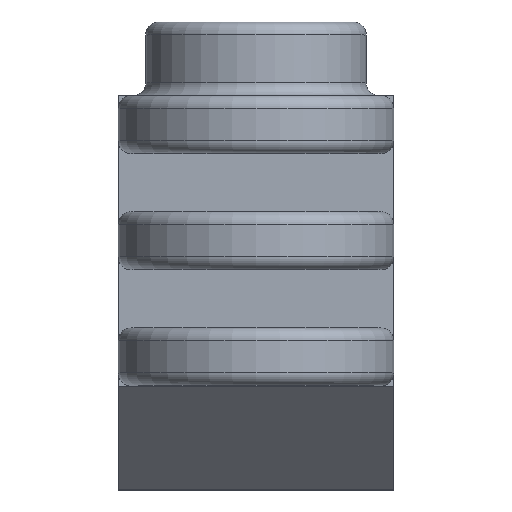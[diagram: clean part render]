
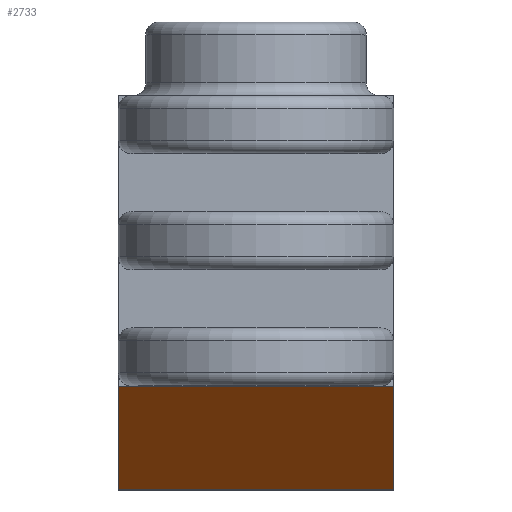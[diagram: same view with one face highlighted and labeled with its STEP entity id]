
A CAD part, top view. The second image highlights one B-rep face of the part: STEP entity #2733.
In plain terms, the highlighted planar face has unit normal (0, -0.893, 0.449).
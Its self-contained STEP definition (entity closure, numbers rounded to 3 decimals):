
#2677 = VERTEX_POINT('',#2678);
#2678 = CARTESIAN_POINT('',(7.5,-7.89,0.));
#2684 = EDGE_CURVE('',#2685,#2677,#2687,.T.);
#2685 = VERTEX_POINT('',#2686);
#2686 = CARTESIAN_POINT('',(-7.5,-7.89,0.));
#2687 = LINE('',#2688,#2689);
#2688 = CARTESIAN_POINT('',(-7.5,-7.89,0.));
#2689 = VECTOR('',#2690,1.);
#2690 = DIRECTION('',(1.,0.,0.));
#2733 = ADVANCED_FACE('',(#2734),#2759,.F.);
#2734 = FACE_BOUND('',#2735,.F.);
#2735 = EDGE_LOOP('',(#2736,#2737,#2745,#2753));
#2736 = ORIENTED_EDGE('',*,*,#2684,.T.);
#2737 = ORIENTED_EDGE('',*,*,#2738,.T.);
#2738 = EDGE_CURVE('',#2677,#2739,#2741,.T.);
#2739 = VERTEX_POINT('',#2740);
#2740 = CARTESIAN_POINT('',(7.5,-13.5,-11.161));
#2741 = LINE('',#2742,#2743);
#2742 = CARTESIAN_POINT('',(7.5,-7.89,0.));
#2743 = VECTOR('',#2744,1.);
#2744 = DIRECTION('',(0.,-0.449,-0.893
    ));
#2745 = ORIENTED_EDGE('',*,*,#2746,.F.);
#2746 = EDGE_CURVE('',#2747,#2739,#2749,.T.);
#2747 = VERTEX_POINT('',#2748);
#2748 = CARTESIAN_POINT('',(-7.5,-13.5,-11.161));
#2749 = LINE('',#2750,#2751);
#2750 = CARTESIAN_POINT('',(-7.5,-13.5,-11.161));
#2751 = VECTOR('',#2752,1.);
#2752 = DIRECTION('',(1.,0.,0.));
#2753 = ORIENTED_EDGE('',*,*,#2754,.F.);
#2754 = EDGE_CURVE('',#2685,#2747,#2755,.T.);
#2755 = LINE('',#2756,#2757);
#2756 = CARTESIAN_POINT('',(-7.5,-7.89,0.));
#2757 = VECTOR('',#2758,1.);
#2758 = DIRECTION('',(0.,-0.449,-0.893
    ));
#2759 = PLANE('',#2760);
#2760 = AXIS2_PLACEMENT_3D('',#2761,#2762,#2763);
#2761 = CARTESIAN_POINT('',(-7.5,-7.89,0.));
#2762 = DIRECTION('',(0.,0.893,-0.449)
  );
#2763 = DIRECTION('',(0.,-0.449,-0.893
    ));
